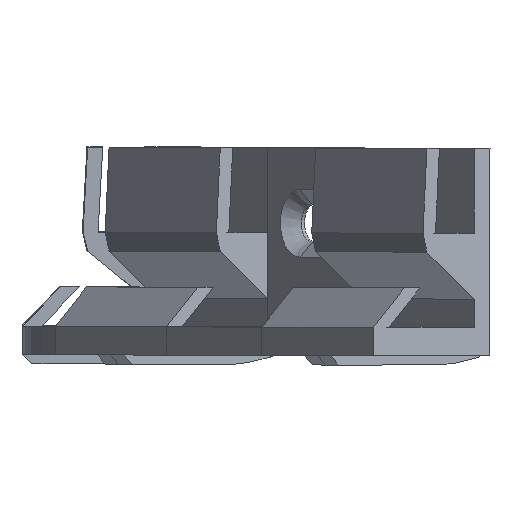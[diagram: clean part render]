
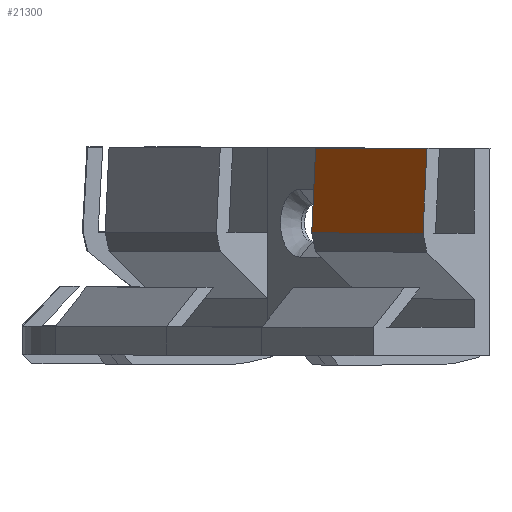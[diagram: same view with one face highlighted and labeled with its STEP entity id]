
A CAD part, left-side view. The second image highlights one B-rep face of the part: STEP entity #21300.
In plain terms, the highlighted face is planar.
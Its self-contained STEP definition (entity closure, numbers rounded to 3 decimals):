
#19405 = PLANE('',#19406);
#19406 = AXIS2_PLACEMENT_3D('',#19407,#19408,#19409);
#19407 = CARTESIAN_POINT('',(-10.5,5.766,9.503));
#19408 = DIRECTION('',(-1.,0.,0.));
#19409 = DIRECTION('',(0.,0.,1.));
#19839 = PLANE('',#19840);
#19840 = AXIS2_PLACEMENT_3D('',#19841,#19842,#19843);
#19841 = CARTESIAN_POINT('',(10.5,5.766,9.503));
#19842 = DIRECTION('',(-1.,0.,0.));
#19843 = DIRECTION('',(0.,0.,1.));
#20099 = VERTEX_POINT('',#20100);
#20100 = CARTESIAN_POINT('',(-10.5,8.1,22.));
#20114 = PLANE('',#20115);
#20115 = AXIS2_PLACEMENT_3D('',#20116,#20117,#20118);
#20116 = CARTESIAN_POINT('',(0.,6.5,22.));
#20117 = DIRECTION('',(0.,0.,-1.));
#20118 = DIRECTION('',(0.,1.,0.));
#20126 = EDGE_CURVE('',#20099,#20127,#20129,.T.);
#20127 = VERTEX_POINT('',#20128);
#20128 = CARTESIAN_POINT('',(-10.5,8.6,13.));
#20129 = SURFACE_CURVE('',#20130,(#20134,#20141),.PCURVE_S1.);
#20130 = LINE('',#20131,#20132);
#20131 = CARTESIAN_POINT('',(-10.5,8.1,22.));
#20132 = VECTOR('',#20133,1.);
#20133 = DIRECTION('',(0.,0.055,-0.998));
#20134 = PCURVE('',#19405,#20135);
#20135 = DEFINITIONAL_REPRESENTATION('',(#20136),#20140);
#20136 = LINE('',#20137,#20138);
#20137 = CARTESIAN_POINT('',(12.497,2.334));
#20138 = VECTOR('',#20139,1.);
#20139 = DIRECTION('',(-0.998,0.055));
#20140 = ( GEOMETRIC_REPRESENTATION_CONTEXT(2) 
PARAMETRIC_REPRESENTATION_CONTEXT() REPRESENTATION_CONTEXT('2D SPACE',''
  ) );
#20141 = PCURVE('',#20142,#20147);
#20142 = PLANE('',#20143);
#20143 = AXIS2_PLACEMENT_3D('',#20144,#20145,#20146);
#20144 = CARTESIAN_POINT('',(0.,8.1,22.));
#20145 = DIRECTION('',(-0.,-0.998,-0.055));
#20146 = DIRECTION('',(0.,0.055,-0.998));
#20147 = DEFINITIONAL_REPRESENTATION('',(#20148),#20152);
#20148 = LINE('',#20149,#20150);
#20149 = CARTESIAN_POINT('',(0.,-10.5));
#20150 = VECTOR('',#20151,1.);
#20151 = DIRECTION('',(1.,0.));
#20152 = ( GEOMETRIC_REPRESENTATION_CONTEXT(2) 
PARAMETRIC_REPRESENTATION_CONTEXT() REPRESENTATION_CONTEXT('2D SPACE',''
  ) );
#20170 = PLANE('',#20171);
#20171 = AXIS2_PLACEMENT_3D('',#20172,#20173,#20174);
#20172 = CARTESIAN_POINT('',(0.,8.6,13.));
#20173 = DIRECTION('',(0.,-0.97,0.243));
#20174 = DIRECTION('',(-0.,-0.243,-0.97));
#20945 = VERTEX_POINT('',#20946);
#20946 = CARTESIAN_POINT('',(10.5,8.1,22.));
#20967 = EDGE_CURVE('',#20945,#20968,#20970,.T.);
#20968 = VERTEX_POINT('',#20969);
#20969 = CARTESIAN_POINT('',(10.5,8.6,13.));
#20970 = SURFACE_CURVE('',#20971,(#20975,#20982),.PCURVE_S1.);
#20971 = LINE('',#20972,#20973);
#20972 = CARTESIAN_POINT('',(10.5,8.1,22.));
#20973 = VECTOR('',#20974,1.);
#20974 = DIRECTION('',(0.,0.055,-0.998));
#20975 = PCURVE('',#19839,#20976);
#20976 = DEFINITIONAL_REPRESENTATION('',(#20977),#20981);
#20977 = LINE('',#20978,#20979);
#20978 = CARTESIAN_POINT('',(12.497,2.334));
#20979 = VECTOR('',#20980,1.);
#20980 = DIRECTION('',(-0.998,0.055));
#20981 = ( GEOMETRIC_REPRESENTATION_CONTEXT(2) 
PARAMETRIC_REPRESENTATION_CONTEXT() REPRESENTATION_CONTEXT('2D SPACE',''
  ) );
#20982 = PCURVE('',#20142,#20983);
#20983 = DEFINITIONAL_REPRESENTATION('',(#20984),#20988);
#20984 = LINE('',#20985,#20986);
#20985 = CARTESIAN_POINT('',(0.,10.5));
#20986 = VECTOR('',#20987,1.);
#20987 = DIRECTION('',(1.,0.));
#20988 = ( GEOMETRIC_REPRESENTATION_CONTEXT(2) 
PARAMETRIC_REPRESENTATION_CONTEXT() REPRESENTATION_CONTEXT('2D SPACE',''
  ) );
#21278 = EDGE_CURVE('',#20945,#20099,#21279,.T.);
#21279 = SURFACE_CURVE('',#21280,(#21284,#21291),.PCURVE_S1.);
#21280 = LINE('',#21281,#21282);
#21281 = CARTESIAN_POINT('',(10.5,8.1,22.));
#21282 = VECTOR('',#21283,1.);
#21283 = DIRECTION('',(-1.,0.,0.));
#21284 = PCURVE('',#20114,#21285);
#21285 = DEFINITIONAL_REPRESENTATION('',(#21286),#21290);
#21286 = LINE('',#21287,#21288);
#21287 = CARTESIAN_POINT('',(1.6,10.5));
#21288 = VECTOR('',#21289,1.);
#21289 = DIRECTION('',(0.,-1.));
#21290 = ( GEOMETRIC_REPRESENTATION_CONTEXT(2) 
PARAMETRIC_REPRESENTATION_CONTEXT() REPRESENTATION_CONTEXT('2D SPACE',''
  ) );
#21291 = PCURVE('',#20142,#21292);
#21292 = DEFINITIONAL_REPRESENTATION('',(#21293),#21297);
#21293 = LINE('',#21294,#21295);
#21294 = CARTESIAN_POINT('',(0.,10.5));
#21295 = VECTOR('',#21296,1.);
#21296 = DIRECTION('',(0.,-1.));
#21297 = ( GEOMETRIC_REPRESENTATION_CONTEXT(2) 
PARAMETRIC_REPRESENTATION_CONTEXT() REPRESENTATION_CONTEXT('2D SPACE',''
  ) );
#21300 = ADVANCED_FACE('',(#21301),#20142,.F.);
#21301 = FACE_BOUND('',#21302,.F.);
#21302 = EDGE_LOOP('',(#21303,#21304,#21325,#21326));
#21303 = ORIENTED_EDGE('',*,*,#20126,.T.);
#21304 = ORIENTED_EDGE('',*,*,#21305,.F.);
#21305 = EDGE_CURVE('',#20968,#20127,#21306,.T.);
#21306 = SURFACE_CURVE('',#21307,(#21311,#21318),.PCURVE_S1.);
#21307 = LINE('',#21308,#21309);
#21308 = CARTESIAN_POINT('',(10.5,8.6,13.));
#21309 = VECTOR('',#21310,1.);
#21310 = DIRECTION('',(-1.,0.,0.));
#21311 = PCURVE('',#20142,#21312);
#21312 = DEFINITIONAL_REPRESENTATION('',(#21313),#21317);
#21313 = LINE('',#21314,#21315);
#21314 = CARTESIAN_POINT('',(9.014,10.5));
#21315 = VECTOR('',#21316,1.);
#21316 = DIRECTION('',(0.,-1.));
#21317 = ( GEOMETRIC_REPRESENTATION_CONTEXT(2) 
PARAMETRIC_REPRESENTATION_CONTEXT() REPRESENTATION_CONTEXT('2D SPACE',''
  ) );
#21318 = PCURVE('',#20170,#21319);
#21319 = DEFINITIONAL_REPRESENTATION('',(#21320),#21324);
#21320 = LINE('',#21321,#21322);
#21321 = CARTESIAN_POINT('',(-0.,10.5));
#21322 = VECTOR('',#21323,1.);
#21323 = DIRECTION('',(0.,-1.));
#21324 = ( GEOMETRIC_REPRESENTATION_CONTEXT(2) 
PARAMETRIC_REPRESENTATION_CONTEXT() REPRESENTATION_CONTEXT('2D SPACE',''
  ) );
#21325 = ORIENTED_EDGE('',*,*,#20967,.F.);
#21326 = ORIENTED_EDGE('',*,*,#21278,.T.);
